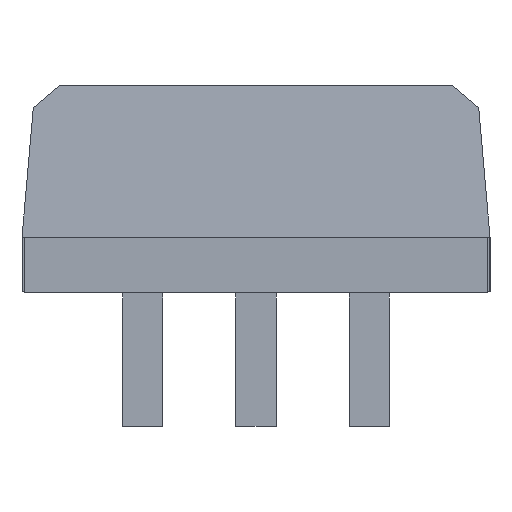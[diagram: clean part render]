
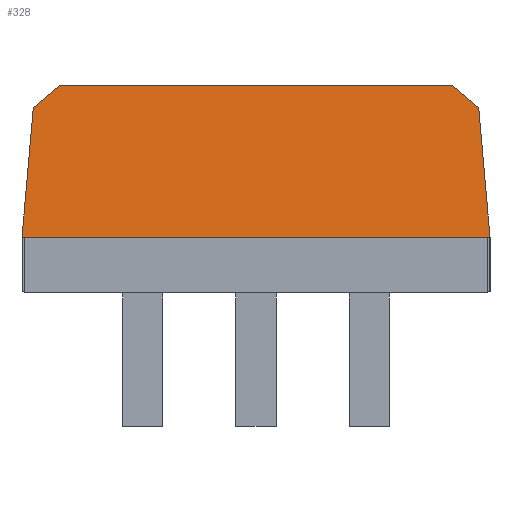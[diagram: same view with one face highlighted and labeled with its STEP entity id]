
A CAD part, left-side view. The second image highlights one B-rep face of the part: STEP entity #328.
In plain terms, the highlighted planar face has unit normal (-0.996, 0, 0.087).
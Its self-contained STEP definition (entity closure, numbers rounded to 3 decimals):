
#328=ADVANCED_FACE('',(#904),#906,.T.);
#904=FACE_BOUND('',#905,.T.);
#905=EDGE_LOOP('',(#1364,#1365,#1366,#1367,#1368,#1369,#1370,#1371));
#906=PLANE('',#907);
#907=AXIS2_PLACEMENT_3D('',#908,#909,#910);
#908=CARTESIAN_POINT('',(3.,12.645,1.25));
#909=DIRECTION('',(-0.996,0.,0.087));
#910=DIRECTION('',(0.,-1.,0.));
#1364=ORIENTED_EDGE('',*,*,#1620,.F.);
#1365=ORIENTED_EDGE('',*,*,#1639,.F.);
#1366=ORIENTED_EDGE('',*,*,#1672,.T.);
#1367=ORIENTED_EDGE('',*,*,#1673,.T.);
#1368=ORIENTED_EDGE('',*,*,#1674,.T.);
#1369=ORIENTED_EDGE('',*,*,#1625,.F.);
#1370=ORIENTED_EDGE('',*,*,#1623,.F.);
#1371=ORIENTED_EDGE('',*,*,#1621,.F.);
#1620=EDGE_CURVE('',#1848,#1846,#1850,.F.);
#1621=EDGE_CURVE('',#1846,#1851,#1852,.T.);
#1623=EDGE_CURVE('',#1851,#1854,#1855,.F.);
#1625=EDGE_CURVE('',#1854,#1857,#1858,.F.);
#1639=EDGE_CURVE('',#1878,#1848,#1881,.F.);
#1672=EDGE_CURVE('',#1878,#1938,#1939,.T.);
#1673=EDGE_CURVE('',#1938,#1940,#1941,.T.);
#1674=EDGE_CURVE('',#1940,#1857,#1942,.T.);
#1846=VERTEX_POINT('',#2266);
#1848=VERTEX_POINT('',#2270);
#1850=LINE('',#2274,#2275);
#1851=VERTEX_POINT('',#2277);
#1852=LINE('',#2278,#2279);
#1854=VERTEX_POINT('',#2284);
#1855=LINE('',#2285,#2286);
#1857=VERTEX_POINT('',#2291);
#1858=LINE('',#2292,#2293);
#1878=VERTEX_POINT('',#2336);
#1881=LINE('',#2343,#2344);
#1938=VERTEX_POINT('',#2466);
#1939=LINE('',#2467,#2468);
#1940=VERTEX_POINT('',#2470);
#1941=LINE('',#2471,#2472);
#1942=LINE('',#2474,#2475);
#2266=CARTESIAN_POINT('',(3.297,4.403,4.65));
#2270=CARTESIAN_POINT('',(3.254,4.996,4.152));
#2274=CARTESIAN_POINT('',(3.297,4.403,4.65));
#2275=VECTOR('',#2276,1.);
#2276=DIRECTION('',(-0.056,0.765,-0.642));
#2277=CARTESIAN_POINT('',(3.297,-4.403,4.65));
#2278=CARTESIAN_POINT('',(3.297,4.403,4.65));
#2279=VECTOR('',#2280,1.);
#2280=DIRECTION('',(0.,-1.,0.));
#2284=CARTESIAN_POINT('',(3.254,-4.996,4.152));
#2285=CARTESIAN_POINT('',(3.254,-4.996,4.152));
#2286=VECTOR('',#2287,1.);
#2287=DIRECTION('',(0.056,0.765,0.642));
#2291=CARTESIAN_POINT('',(3.,-5.25,1.25));
#2292=CARTESIAN_POINT('',(3.,-5.25,1.25));
#2293=VECTOR('',#2294,1.);
#2294=DIRECTION('',(0.087,0.087,0.992));
#2336=CARTESIAN_POINT('',(3.,5.25,1.25));
#2343=CARTESIAN_POINT('',(3.254,4.996,4.152));
#2344=VECTOR('',#2345,1.);
#2345=DIRECTION('',(-0.087,0.087,-0.992));
#2466=CARTESIAN_POINT('',(3.,5.2,1.25));
#2467=CARTESIAN_POINT('',(3.,5.25,1.25));
#2468=VECTOR('',#2469,1.);
#2469=DIRECTION('',(0.,-1.,0.));
#2470=CARTESIAN_POINT('',(3.,-5.2,1.25));
#2471=CARTESIAN_POINT('',(3.,5.2,1.25));
#2472=VECTOR('',#2473,1.);
#2473=DIRECTION('',(0.,-1.,0.));
#2474=CARTESIAN_POINT('',(3.,-5.2,1.25));
#2475=VECTOR('',#2476,1.);
#2476=DIRECTION('',(0.,-1.,0.));
